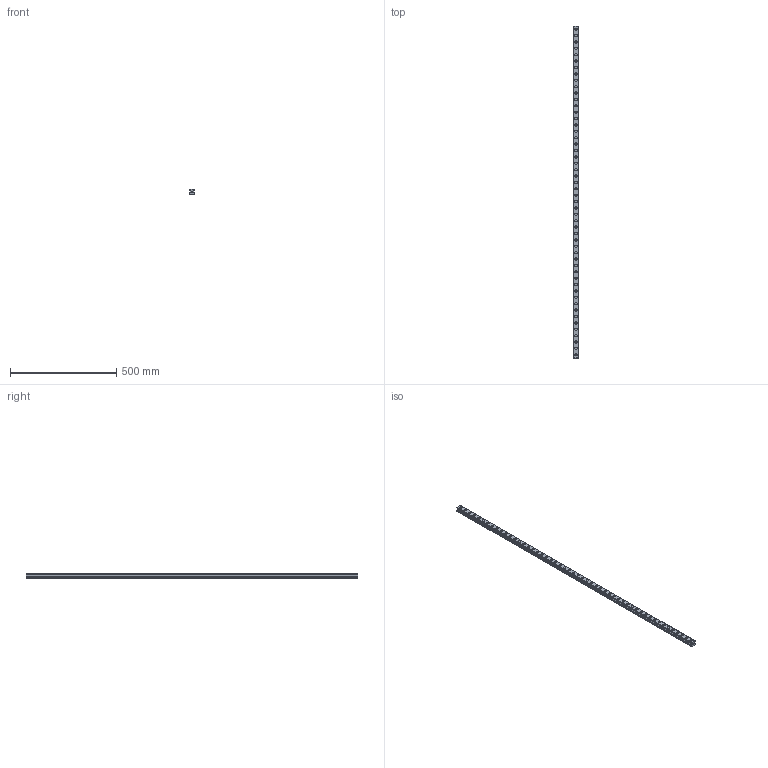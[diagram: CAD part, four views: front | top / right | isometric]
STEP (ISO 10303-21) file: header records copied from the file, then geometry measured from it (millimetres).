
FILE_DESCRIPTION(('STEP AP214'),'1');
FILE_NAME('cctmp_3A49F9BB-D6D8-4E0C-BE9C-52DE81B23A31_2021_03_10_17_41_05_0751..stp','2021-03-10T16:41:06',('HIWIN GmbH'),('CADClick - www.CADClick.com'),'Spatial InterOp 3D',' ','unknown authorization');
FILE_SCHEMA(('AUTOMOTIVE_DESIGN'));
Length unit declared in the file: millimetre
Products named in the file (1): RGR25R1560H_FILE
Bounding box: 23 x 1560 x 23.6 mm (x, y, z)
Volume: 625588.3 mm3; surface area: 194010.6 mm2
Topology: 1 solids, 1 shells, 585 faces, 1269 edges, 846 vertices
Faces by surface type: cylinder 330, plane 255
Entity records: 20947 total; most frequent: DIRECTION 3101, CARTESIAN_POINT 2701, ORIENTED_EDGE 2538, EDGE_CURVE 1269, AXIS2_PLACEMENT_3D 1246, VERTEX_POINT 846, EDGE_LOOP 745, CIRCLE 660
